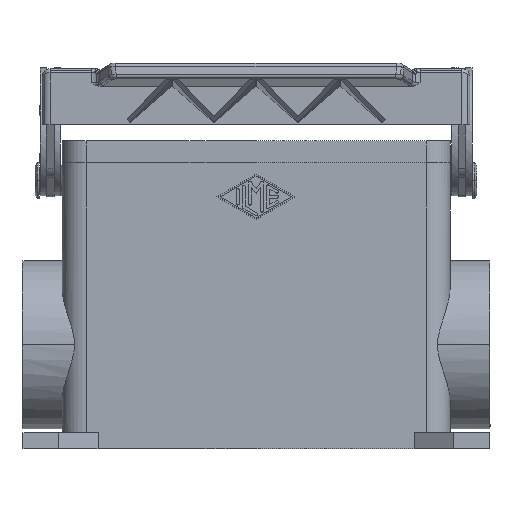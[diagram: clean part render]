
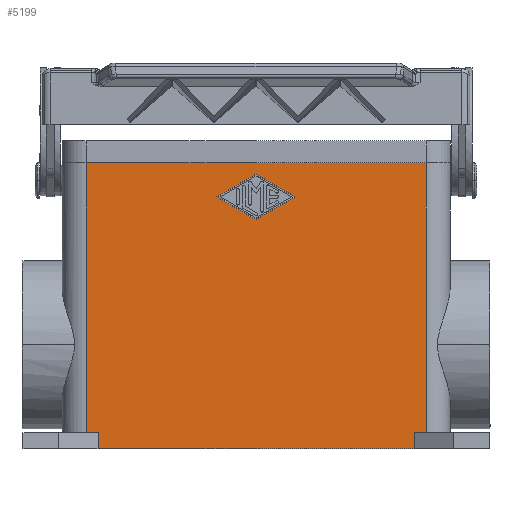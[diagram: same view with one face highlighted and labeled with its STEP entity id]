
A CAD part, front view. The second image highlights one B-rep face of the part: STEP entity #5199.
In plain terms, the highlighted planar face has unit normal (0, -1, 0).
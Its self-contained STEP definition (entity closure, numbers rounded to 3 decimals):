
#4357=CARTESIAN_POINT('',(-9.75,-21.75,15.));
#4358=VERTEX_POINT('',#4357);
#4365=CARTESIAN_POINT('',(0.,-21.75,9.375));
#4366=VERTEX_POINT('',#4365);
#4367=CARTESIAN_POINT('',(0.,-21.75,9.375));
#4368=DIRECTION('',(-0.866,0.0,0.5));
#4369=VECTOR('',#4368,11.256);
#4370=LINE('',#4367,#4369);
#4371=EDGE_CURVE('',#4366,#4358,#4370,.T.);
#4396=CARTESIAN_POINT('',(9.75,-21.75,15.));
#4397=VERTEX_POINT('',#4396);
#4398=CARTESIAN_POINT('',(9.75,-21.75,15.));
#4399=DIRECTION('',(-0.866,0.0,-0.5));
#4400=VECTOR('',#4399,11.256);
#4401=LINE('',#4398,#4400);
#4402=EDGE_CURVE('',#4397,#4366,#4401,.T.);
#4427=CARTESIAN_POINT('',(0.,-21.75,20.625));
#4428=VERTEX_POINT('',#4427);
#4429=CARTESIAN_POINT('',(0.,-21.75,20.625));
#4430=DIRECTION('',(0.866,0.0,-0.5));
#4431=VECTOR('',#4430,11.256);
#4432=LINE('',#4429,#4431);
#4433=EDGE_CURVE('',#4428,#4397,#4432,.T.);
#4456=CARTESIAN_POINT('',(-9.75,-21.75,15.));
#4457=DIRECTION('',(0.866,0.0,0.5));
#4458=VECTOR('',#4457,11.256);
#4459=LINE('',#4456,#4458);
#4460=EDGE_CURVE('',#4358,#4428,#4459,.T.);
#5122=CARTESIAN_POINT('',(39.5,-21.75,-48.0));
#5123=DIRECTION('',(0.0,-1.0,0.0));
#5124=DIRECTION('',(0.0,0.0,-1.0));
#5125=AXIS2_PLACEMENT_3D('',#5122,#5123,#5124);
#5126=PLANE('',#5125);
#5127=CARTESIAN_POINT('',(-39.5,-21.75,-48.0));
#5128=VERTEX_POINT('',#5127);
#5129=CARTESIAN_POINT('',(-39.5,-21.75,-44.));
#5130=VERTEX_POINT('',#5129);
#5131=CARTESIAN_POINT('',(-39.5,-21.75,-48.0));
#5132=DIRECTION('',(0.0,0.0,1.0));
#5133=VECTOR('',#5132,4.);
#5134=LINE('',#5131,#5133);
#5135=EDGE_CURVE('',#5128,#5130,#5134,.T.);
#5136=ORIENTED_EDGE('',*,*,#5135,.F.);
#5137=CARTESIAN_POINT('',(39.5,-21.75,-48.0));
#5138=VERTEX_POINT('',#5137);
#5139=CARTESIAN_POINT('',(39.5,-21.75,-48.0));
#5140=DIRECTION('',(-1.0,0.0,0.0));
#5141=VECTOR('',#5140,79.0);
#5142=LINE('',#5139,#5141);
#5143=EDGE_CURVE('',#5138,#5128,#5142,.T.);
#5144=ORIENTED_EDGE('',*,*,#5143,.F.);
#5145=CARTESIAN_POINT('',(39.5,-21.75,-44.));
#5146=VERTEX_POINT('',#5145);
#5147=CARTESIAN_POINT('',(39.5,-21.75,-48.0));
#5148=DIRECTION('',(0.0,0.0,1.0));
#5149=VECTOR('',#5148,4.);
#5150=LINE('',#5147,#5149);
#5151=EDGE_CURVE('',#5138,#5146,#5150,.T.);
#5152=ORIENTED_EDGE('',*,*,#5151,.T.);
#5153=CARTESIAN_POINT('',(42.5,-21.75,-44.));
#5154=VERTEX_POINT('',#5153);
#5155=CARTESIAN_POINT('',(42.5,-21.75,-44.));
#5156=DIRECTION('',(-1.0,0.0,0.0));
#5157=VECTOR('',#5156,3.0);
#5158=LINE('',#5155,#5157);
#5159=EDGE_CURVE('',#5154,#5146,#5158,.T.);
#5160=ORIENTED_EDGE('',*,*,#5159,.F.);
#5161=CARTESIAN_POINT('',(42.5,-21.75,23.5));
#5162=VERTEX_POINT('',#5161);
#5163=CARTESIAN_POINT('',(42.5,-21.75,-44.));
#5164=DIRECTION('',(0.0,0.0,1.0));
#5165=VECTOR('',#5164,67.5);
#5166=LINE('',#5163,#5165);
#5167=EDGE_CURVE('',#5154,#5162,#5166,.T.);
#5168=ORIENTED_EDGE('',*,*,#5167,.T.);
#5169=CARTESIAN_POINT('',(-42.5,-21.75,23.5));
#5170=VERTEX_POINT('',#5169);
#5171=CARTESIAN_POINT('',(42.5,-21.75,23.5));
#5172=DIRECTION('',(-1.0,0.0,0.0));
#5173=VECTOR('',#5172,85.0);
#5174=LINE('',#5171,#5173);
#5175=EDGE_CURVE('',#5162,#5170,#5174,.T.);
#5176=ORIENTED_EDGE('',*,*,#5175,.T.);
#5177=CARTESIAN_POINT('',(-42.5,-21.75,-44.));
#5178=VERTEX_POINT('',#5177);
#5179=CARTESIAN_POINT('',(-42.5,-21.75,-44.));
#5180=DIRECTION('',(0.0,0.0,1.0));
#5181=VECTOR('',#5180,67.5);
#5182=LINE('',#5179,#5181);
#5183=EDGE_CURVE('',#5178,#5170,#5182,.T.);
#5184=ORIENTED_EDGE('',*,*,#5183,.F.);
#5185=CARTESIAN_POINT('',(-39.5,-21.75,-44.));
#5186=DIRECTION('',(-1.0,0.0,0.0));
#5187=VECTOR('',#5186,3.0);
#5188=LINE('',#5185,#5187);
#5189=EDGE_CURVE('',#5130,#5178,#5188,.T.);
#5190=ORIENTED_EDGE('',*,*,#5189,.F.);
#5191=EDGE_LOOP('',(#5136,#5144,#5152,#5160,#5168,#5176,#5184,#5190));
#5192=FACE_OUTER_BOUND('',#5191,.T.);
#5193=ORIENTED_EDGE('',*,*,#4371,.T.);
#5194=ORIENTED_EDGE('',*,*,#4460,.T.);
#5195=ORIENTED_EDGE('',*,*,#4433,.T.);
#5196=ORIENTED_EDGE('',*,*,#4402,.T.);
#5197=EDGE_LOOP('',(#5193,#5194,#5195,#5196));
#5198=FACE_BOUND('',#5197,.T.);
#5199=ADVANCED_FACE('',(#5192,#5198),#5126,.T.);
